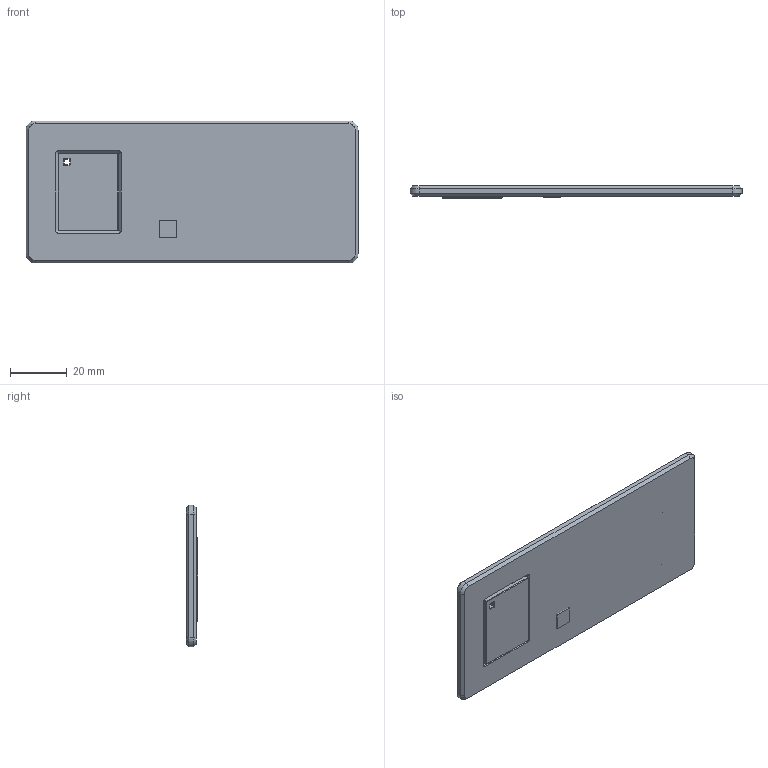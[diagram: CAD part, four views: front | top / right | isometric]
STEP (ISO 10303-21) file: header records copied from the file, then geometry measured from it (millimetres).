
FILE_DESCRIPTION (( 'STEP AP214' ), '1' );
FILE_NAME ('2.7_e-inc_touch_design_44x38coil.STEP', '2023-01-19T11:42:20', ( '' ), ( '' ), 'SwSTEP 2.0', 'SolidWorks 2021', '' );
FILE_SCHEMA (( 'AUTOMOTIVE_DESIGN' ));
Length unit declared in the file: millimetre
Products named in the file (11): GDEY027T91-T01 - bended; 2.7_e-inc_touch_design_44x38coil; SOT23-5; Êîïèÿ PCB_ST25^ST25_key_2.7_e-inc_touch_design_44x38coil; Êîïèÿ Silicone_ST25^ST25_key_2.7_e-inc_touch_design_44x38coil; ST25_key^2.7_e-inc_touch_design_44x38coil; cap_0402; Silicone_2.7_einc_touch_44x38coil; res_0402; 2.7_einc_touch_pcb_44x38coil; QFN36_0.5mm_6x6
Assembly tree (26 placements, depth 3):
  2.7_e-inc_touch_design_44x38coil
    SOT23-5  x4
    res_0402  x9
    cap_0402  x6
    QFN36_0.5mm_6x6
    2.7_einc_touch_pcb_44x38coil
    GDEY027T91-T01 - bended
    Silicone_2.7_einc_touch_44x38coil
    ST25_key^2.7_e-inc_touch_design_44x38coil
      Êîïèÿ PCB_ST25^ST25_key_2.7_e-inc_touch_design_44x38coil
      Êîïèÿ Silicone_ST25^ST25_key_2.7_e-inc_touch_design_44x38coil
Bounding box: 117 x 4.2 x 50 mm (x, y, z)
Surface area: 31601.7 mm2
Topology: 114 solids, 114 shells, 3095 faces, 7656 edges, 4728 vertices
Faces by surface type: plane 1325, cylinder 878, bspline 734, torus 72, sphere 48, cone 38
Entity records: 42373 total; most frequent: CARTESIAN_POINT 11075, ORIENTED_EDGE 5070, DIRECTION 4394, EDGE_CURVE 2535, VERTEX_POINT 1626, VECTOR 1560, LINE 1560, AXIS2_PLACEMENT_3D 1417
